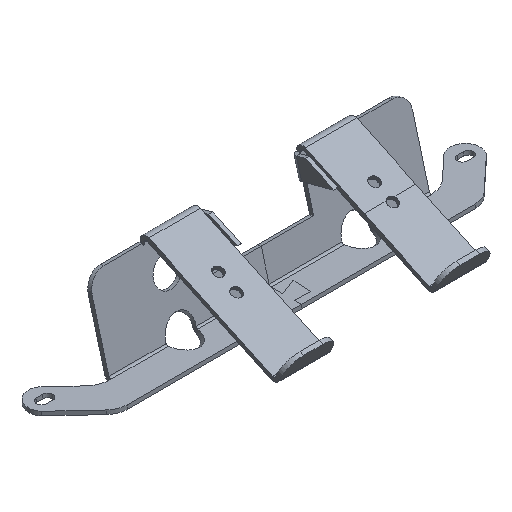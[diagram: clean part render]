
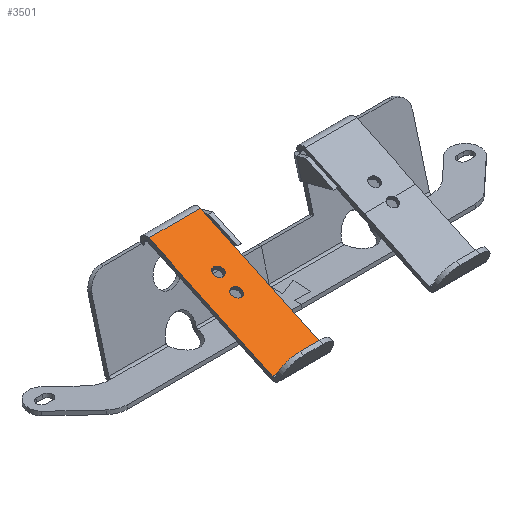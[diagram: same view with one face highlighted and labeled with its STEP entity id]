
A CAD part, isometric view. The second image highlights one B-rep face of the part: STEP entity #3501.
In plain terms, the highlighted planar face has unit normal (0, -0.423, 0.906).
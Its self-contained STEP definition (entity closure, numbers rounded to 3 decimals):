
#189 = CYLINDRICAL_SURFACE('',#190,3.);
#190 = AXIS2_PLACEMENT_3D('',#191,#192,#193);
#191 = CARTESIAN_POINT('',(-26.,12.573,41.637));
#192 = DIRECTION('',(-1.,-0.,-0.));
#193 = DIRECTION('',(0.,0.966,-0.259));
#1848 = VERTEX_POINT('',#1849);
#1849 = CARTESIAN_POINT('',(-26.,11.305,44.356));
#1876 = EDGE_CURVE('',#1848,#1877,#1879,.T.);
#1877 = VERTEX_POINT('',#1878);
#1878 = CARTESIAN_POINT('',(-51.625,11.305,
    44.356));
#1879 = SURFACE_CURVE('',#1880,(#1884,#1891),.PCURVE_S1.);
#1880 = LINE('',#1881,#1882);
#1881 = CARTESIAN_POINT('',(-26.,11.305,44.356));
#1882 = VECTOR('',#1883,1.);
#1883 = DIRECTION('',(-1.,-0.,0.));
#1884 = PCURVE('',#189,#1885);
#1885 = DEFINITIONAL_REPRESENTATION('',(#1886),#1890);
#1886 = LINE('',#1887,#1888);
#1887 = CARTESIAN_POINT('',(-2.269,0.));
#1888 = VECTOR('',#1889,1.);
#1889 = DIRECTION('',(-0.,1.));
#1890 = ( GEOMETRIC_REPRESENTATION_CONTEXT(2) 
PARAMETRIC_REPRESENTATION_CONTEXT() REPRESENTATION_CONTEXT('2D SPACE',''
  ) );
#1891 = PCURVE('',#1892,#1897);
#1892 = PLANE('',#1893);
#1893 = AXIS2_PLACEMENT_3D('',#1894,#1895,#1896);
#1894 = CARTESIAN_POINT('',(-38.812,-19.509,
    29.987));
#1895 = DIRECTION('',(0.,-0.423,0.906));
#1896 = DIRECTION('',(0.,-0.906,-0.423));
#1897 = DEFINITIONAL_REPRESENTATION('',(#1898),#1902);
#1898 = LINE('',#1899,#1900);
#1899 = CARTESIAN_POINT('',(-34.,12.812));
#1900 = VECTOR('',#1901,1.);
#1901 = DIRECTION('',(0.,-1.));
#1902 = ( GEOMETRIC_REPRESENTATION_CONTEXT(2) 
PARAMETRIC_REPRESENTATION_CONTEXT() REPRESENTATION_CONTEXT('2D SPACE',''
  ) );
#3433 = PLANE('',#3434);
#3434 = AXIS2_PLACEMENT_3D('',#3435,#3436,#3437);
#3435 = CARTESIAN_POINT('',(-26.,-50.324,15.618));
#3436 = DIRECTION('',(1.,0.,0.));
#3437 = DIRECTION('',(0.,0.906,0.423));
#3467 = PLANE('',#3468);
#3468 = AXIS2_PLACEMENT_3D('',#3469,#3470,#3471);
#3469 = CARTESIAN_POINT('',(-51.625,11.305,
    44.356));
#3470 = DIRECTION('',(-1.,-0.,0.));
#3471 = DIRECTION('',(0.,-0.906,-0.423));
#3501 = ADVANCED_FACE('',(#3502,#3577,#3608),#1892,.T.);
#3502 = FACE_BOUND('',#3503,.T.);
#3503 = EDGE_LOOP('',(#3504,#3505,#3528,#3556));
#3504 = ORIENTED_EDGE('',*,*,#1876,.T.);
#3505 = ORIENTED_EDGE('',*,*,#3506,.T.);
#3506 = EDGE_CURVE('',#1877,#3507,#3509,.T.);
#3507 = VERTEX_POINT('',#3508);
#3508 = CARTESIAN_POINT('',(-51.625,-50.324,
    15.618));
#3509 = SURFACE_CURVE('',#3510,(#3514,#3521),.PCURVE_S1.);
#3510 = LINE('',#3511,#3512);
#3511 = CARTESIAN_POINT('',(-51.625,11.305,
    44.356));
#3512 = VECTOR('',#3513,1.);
#3513 = DIRECTION('',(0.,-0.906,-0.423));
#3514 = PCURVE('',#1892,#3515);
#3515 = DEFINITIONAL_REPRESENTATION('',(#3516),#3520);
#3516 = LINE('',#3517,#3518);
#3517 = CARTESIAN_POINT('',(-34.,-12.812));
#3518 = VECTOR('',#3519,1.);
#3519 = DIRECTION('',(1.,0.));
#3520 = ( GEOMETRIC_REPRESENTATION_CONTEXT(2) 
PARAMETRIC_REPRESENTATION_CONTEXT() REPRESENTATION_CONTEXT('2D SPACE',''
  ) );
#3521 = PCURVE('',#3467,#3522);
#3522 = DEFINITIONAL_REPRESENTATION('',(#3523),#3527);
#3523 = LINE('',#3524,#3525);
#3524 = CARTESIAN_POINT('',(0.,0.));
#3525 = VECTOR('',#3526,1.);
#3526 = DIRECTION('',(1.,0.));
#3527 = ( GEOMETRIC_REPRESENTATION_CONTEXT(2) 
PARAMETRIC_REPRESENTATION_CONTEXT() REPRESENTATION_CONTEXT('2D SPACE',''
  ) );
#3528 = ORIENTED_EDGE('',*,*,#3529,.T.);
#3529 = EDGE_CURVE('',#3507,#3530,#3532,.T.);
#3530 = VERTEX_POINT('',#3531);
#3531 = CARTESIAN_POINT('',(-26.,-50.324,15.618));
#3532 = SURFACE_CURVE('',#3533,(#3537,#3544),.PCURVE_S1.);
#3533 = LINE('',#3534,#3535);
#3534 = CARTESIAN_POINT('',(-51.625,-50.324,
    15.618));
#3535 = VECTOR('',#3536,1.);
#3536 = DIRECTION('',(1.,0.,0.));
#3537 = PCURVE('',#1892,#3538);
#3538 = DEFINITIONAL_REPRESENTATION('',(#3539),#3543);
#3539 = LINE('',#3540,#3541);
#3540 = CARTESIAN_POINT('',(34.,-12.812));
#3541 = VECTOR('',#3542,1.);
#3542 = DIRECTION('',(0.,1.));
#3543 = ( GEOMETRIC_REPRESENTATION_CONTEXT(2) 
PARAMETRIC_REPRESENTATION_CONTEXT() REPRESENTATION_CONTEXT('2D SPACE',''
  ) );
#3544 = PCURVE('',#3545,#3550);
#3545 = CYLINDRICAL_SURFACE('',#3546,1.);
#3546 = AXIS2_PLACEMENT_3D('',#3547,#3548,#3549);
#3547 = CARTESIAN_POINT('',(-26.,-50.746,16.524));
#3548 = DIRECTION('',(-1.,-0.,-0.));
#3549 = DIRECTION('',(0.,0.423,-0.906));
#3550 = DEFINITIONAL_REPRESENTATION('',(#3551),#3555);
#3551 = LINE('',#3552,#3553);
#3552 = CARTESIAN_POINT('',(0.,25.625));
#3553 = VECTOR('',#3554,1.);
#3554 = DIRECTION('',(-0.,-1.));
#3555 = ( GEOMETRIC_REPRESENTATION_CONTEXT(2) 
PARAMETRIC_REPRESENTATION_CONTEXT() REPRESENTATION_CONTEXT('2D SPACE',''
  ) );
#3556 = ORIENTED_EDGE('',*,*,#3557,.T.);
#3557 = EDGE_CURVE('',#3530,#1848,#3558,.T.);
#3558 = SURFACE_CURVE('',#3559,(#3563,#3570),.PCURVE_S1.);
#3559 = LINE('',#3560,#3561);
#3560 = CARTESIAN_POINT('',(-26.,-50.324,15.618));
#3561 = VECTOR('',#3562,1.);
#3562 = DIRECTION('',(0.,0.906,0.423));
#3563 = PCURVE('',#1892,#3564);
#3564 = DEFINITIONAL_REPRESENTATION('',(#3565),#3569);
#3565 = LINE('',#3566,#3567);
#3566 = CARTESIAN_POINT('',(34.,12.812));
#3567 = VECTOR('',#3568,1.);
#3568 = DIRECTION('',(-1.,-0.));
#3569 = ( GEOMETRIC_REPRESENTATION_CONTEXT(2) 
PARAMETRIC_REPRESENTATION_CONTEXT() REPRESENTATION_CONTEXT('2D SPACE',''
  ) );
#3570 = PCURVE('',#3433,#3571);
#3571 = DEFINITIONAL_REPRESENTATION('',(#3572),#3576);
#3572 = LINE('',#3573,#3574);
#3573 = CARTESIAN_POINT('',(0.,0.));
#3574 = VECTOR('',#3575,1.);
#3575 = DIRECTION('',(1.,0.));
#3576 = ( GEOMETRIC_REPRESENTATION_CONTEXT(2) 
PARAMETRIC_REPRESENTATION_CONTEXT() REPRESENTATION_CONTEXT('2D SPACE',''
  ) );
#3577 = FACE_BOUND('',#3578,.T.);
#3578 = EDGE_LOOP('',(#3579));
#3579 = ORIENTED_EDGE('',*,*,#3580,.F.);
#3580 = EDGE_CURVE('',#3581,#3581,#3583,.T.);
#3581 = VERTEX_POINT('',#3582);
#3582 = CARTESIAN_POINT('',(-36.31,-10.439,34.217));
#3583 = SURFACE_CURVE('',#3584,(#3589,#3596),.PCURVE_S1.);
#3584 = CIRCLE('',#3585,2.5);
#3585 = AXIS2_PLACEMENT_3D('',#3586,#3587,#3588);
#3586 = CARTESIAN_POINT('',(-38.81,-10.439,34.217));
#3587 = DIRECTION('',(0.,-0.423,0.906));
#3588 = DIRECTION('',(1.,0.,0.));
#3589 = PCURVE('',#1892,#3590);
#3590 = DEFINITIONAL_REPRESENTATION('',(#3591),#3595);
#3591 = CIRCLE('',#3592,2.5);
#3592 = AXIS2_PLACEMENT_2D('',#3593,#3594);
#3593 = CARTESIAN_POINT('',(-10.008,0.002));
#3594 = DIRECTION('',(0.,1.));
#3595 = ( GEOMETRIC_REPRESENTATION_CONTEXT(2) 
PARAMETRIC_REPRESENTATION_CONTEXT() REPRESENTATION_CONTEXT('2D SPACE',''
  ) );
#3596 = PCURVE('',#3597,#3602);
#3597 = CYLINDRICAL_SURFACE('',#3598,2.5);
#3598 = AXIS2_PLACEMENT_3D('',#3599,#3600,#3601);
#3599 = CARTESIAN_POINT('',(-38.81,-10.439,34.217));
#3600 = DIRECTION('',(0.,-0.423,0.906));
#3601 = DIRECTION('',(1.,0.,0.));
#3602 = DEFINITIONAL_REPRESENTATION('',(#3603),#3607);
#3603 = LINE('',#3604,#3605);
#3604 = CARTESIAN_POINT('',(0.,0.));
#3605 = VECTOR('',#3606,1.);
#3606 = DIRECTION('',(1.,0.));
#3607 = ( GEOMETRIC_REPRESENTATION_CONTEXT(2) 
PARAMETRIC_REPRESENTATION_CONTEXT() REPRESENTATION_CONTEXT('2D SPACE',''
  ) );
#3608 = FACE_BOUND('',#3609,.T.);
#3609 = EDGE_LOOP('',(#3610));
#3610 = ORIENTED_EDGE('',*,*,#3611,.F.);
#3611 = EDGE_CURVE('',#3612,#3612,#3614,.T.);
#3612 = VERTEX_POINT('',#3613);
#3613 = CARTESIAN_POINT('',(-36.31,-19.502,29.99));
#3614 = SURFACE_CURVE('',#3615,(#3620,#3627),.PCURVE_S1.);
#3615 = CIRCLE('',#3616,2.5);
#3616 = AXIS2_PLACEMENT_3D('',#3617,#3618,#3619);
#3617 = CARTESIAN_POINT('',(-38.81,-19.502,29.99));
#3618 = DIRECTION('',(0.,-0.423,0.906));
#3619 = DIRECTION('',(1.,0.,0.));
#3620 = PCURVE('',#1892,#3621);
#3621 = DEFINITIONAL_REPRESENTATION('',(#3622),#3626);
#3622 = CIRCLE('',#3623,2.5);
#3623 = AXIS2_PLACEMENT_2D('',#3624,#3625);
#3624 = CARTESIAN_POINT('',(-0.008,0.002));
#3625 = DIRECTION('',(0.,1.));
#3626 = ( GEOMETRIC_REPRESENTATION_CONTEXT(2) 
PARAMETRIC_REPRESENTATION_CONTEXT() REPRESENTATION_CONTEXT('2D SPACE',''
  ) );
#3627 = PCURVE('',#3628,#3633);
#3628 = CYLINDRICAL_SURFACE('',#3629,2.5);
#3629 = AXIS2_PLACEMENT_3D('',#3630,#3631,#3632);
#3630 = CARTESIAN_POINT('',(-38.81,-19.502,29.99));
#3631 = DIRECTION('',(0.,-0.423,0.906));
#3632 = DIRECTION('',(1.,0.,0.));
#3633 = DEFINITIONAL_REPRESENTATION('',(#3634),#3638);
#3634 = LINE('',#3635,#3636);
#3635 = CARTESIAN_POINT('',(0.,0.));
#3636 = VECTOR('',#3637,1.);
#3637 = DIRECTION('',(1.,0.));
#3638 = ( GEOMETRIC_REPRESENTATION_CONTEXT(2) 
PARAMETRIC_REPRESENTATION_CONTEXT() REPRESENTATION_CONTEXT('2D SPACE',''
  ) );
